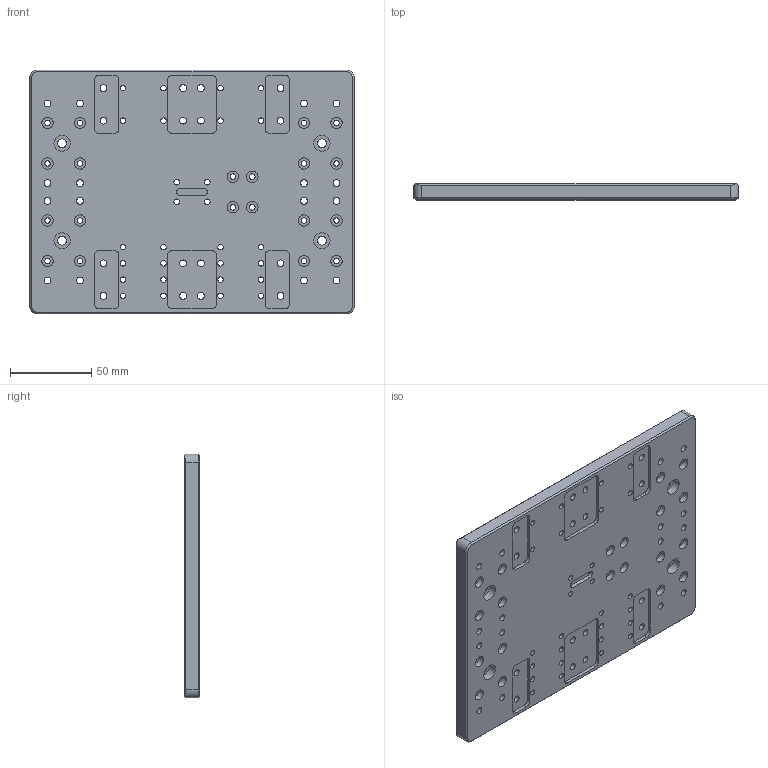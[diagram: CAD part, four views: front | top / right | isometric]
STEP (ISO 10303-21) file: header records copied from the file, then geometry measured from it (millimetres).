
FILE_DESCRIPTION(/* description */ (''),/* implementation_level */ '2;1');
FILE_NAME(/* name */ 'X-to-Y-Joiner-Plate v7.step',/* time_stamp */ '2025-09-18T14:53:30-07:00',/* author */ (''),/* organization */ (''),/* preprocessor_version */ 'ST-DEVELOPER v20.1',/* originating_system */ 'Autodesk Translation Framework v14.17.0.0',/* authorisation */ '');
FILE_SCHEMA (('AUTOMOTIVE_DESIGN { 1 0 10303 214 3 1 1 }'));
Length unit declared in the file: millimetre
Products named in the file (2): X-to-Y-Joiner-Plate; X-Y Joiner Plate
Assembly tree (1 placements, depth 2):
  X-to-Y-Joiner-Plate
    X-Y Joiner Plate
Bounding box: 200 x 9.6 x 150 mm (x, y, z)
Volume: 255368 mm3; surface area: 77493.6 mm2
Topology: 1 solids, 1 shells, 320 faces, 760 edges, 504 vertices
Faces by surface type: cylinder 188, plane 128, cone 4
Full cylindrical faces by diameter (mm): 3.4 x48, 4.2 x32, 5.5 x4, 7 x44, 10 x4
Entity records: 9811 total; most frequent: DIRECTION 1794, CARTESIAN_POINT 1587, ORIENTED_EDGE 1520, EDGE_CURVE 760, AXIS2_PLACEMENT_3D 711, EDGE_LOOP 550, VERTEX_POINT 504, CIRCLE 380
